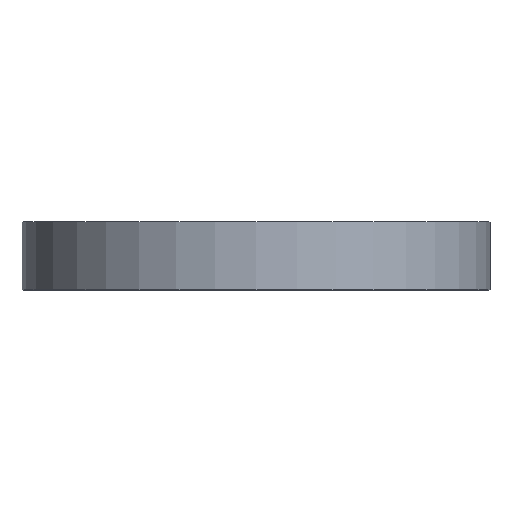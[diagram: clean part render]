
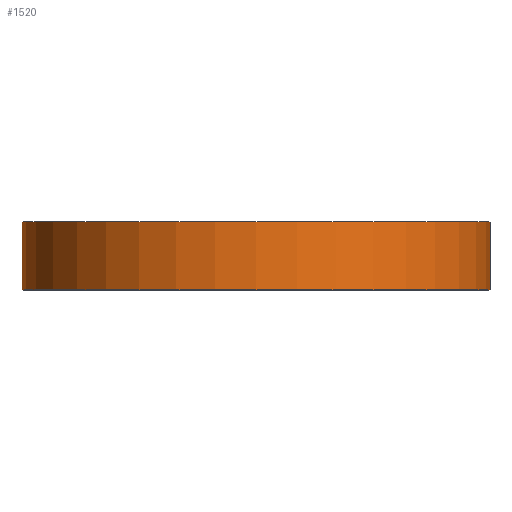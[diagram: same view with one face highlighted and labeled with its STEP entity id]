
A CAD part, top view. The second image highlights one B-rep face of the part: STEP entity #1520.
In plain terms, the highlighted cylindrical face has radius 21.857 mm (diameter 43.715 mm), a full revolution.
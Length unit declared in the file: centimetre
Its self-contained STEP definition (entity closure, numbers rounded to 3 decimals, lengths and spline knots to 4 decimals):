
#28=CYLINDRICAL_SURFACE('',#1638,2.1857);
#196=LINE('',#4069,#336);
#336=VECTOR('',#1901,2.1857);
#434=FACE_OUTER_BOUND('',#519,.T.);
#519=EDGE_LOOP('',(#1269,#1270,#1271,#1272));
#576=CIRCLE('',#1596,2.1857);
#590=CIRCLE('',#1639,2.1857);
#674=VERTEX_POINT('',#2658);
#718=VERTEX_POINT('',#4068);
#826=EDGE_CURVE('',#674,#674,#576,.T.);
#913=EDGE_CURVE('',#674,#718,#196,.T.);
#914=EDGE_CURVE('',#718,#718,#590,.T.);
#1269=ORIENTED_EDGE('',*,*,#826,.F.);
#1270=ORIENTED_EDGE('',*,*,#913,.T.);
#1271=ORIENTED_EDGE('',*,*,#914,.T.);
#1272=ORIENTED_EDGE('',*,*,#913,.F.);
#1520=ADVANCED_FACE('',(#434),#28,.T.);
#1596=AXIS2_PLACEMENT_3D('',#2659,#1758,#1759);
#1638=AXIS2_PLACEMENT_3D('',#4067,#1899,#1900);
#1639=AXIS2_PLACEMENT_3D('',#4070,#1902,#1903);
#1758=DIRECTION('center_axis',(0.,1.,0.));
#1759=DIRECTION('ref_axis',(1.,0.,0.));
#1899=DIRECTION('center_axis',(0.,1.,0.));
#1900=DIRECTION('ref_axis',(-1.,0.,0.));
#1901=DIRECTION('',(0.,-1.,0.));
#1902=DIRECTION('center_axis',(0.,1.,0.));
#1903=DIRECTION('ref_axis',(-1.,0.,0.));
#2658=CARTESIAN_POINT('',(-1.6243,0.635,-3.81));
#2659=CARTESIAN_POINT('Origin',(-3.81,0.635,-3.81));
#4067=CARTESIAN_POINT('Origin',(-3.81,0.,-3.81));
#4068=CARTESIAN_POINT('',(-1.6243,0.,-3.81));
#4069=CARTESIAN_POINT('',(-1.6243,0.,-3.81));
#4070=CARTESIAN_POINT('Origin',(-3.81,0.,-3.81));
